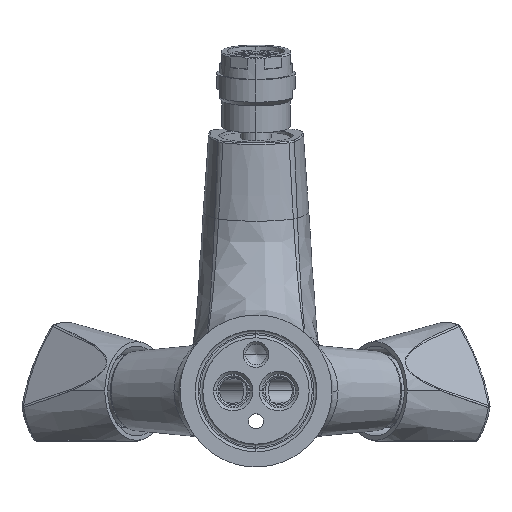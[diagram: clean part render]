
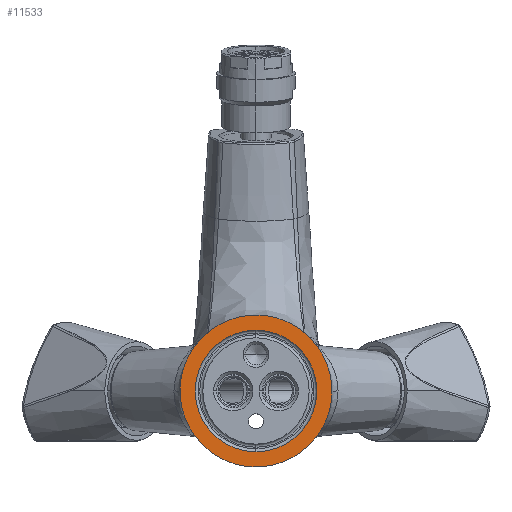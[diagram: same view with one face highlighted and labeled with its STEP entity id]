
A CAD part, front view. The second image highlights one B-rep face of the part: STEP entity #11533.
In plain terms, the highlighted planar face has unit normal (0, -1, 0).
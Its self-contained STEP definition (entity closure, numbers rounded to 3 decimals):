
#23=CARTESIAN_POINT('',(17.678,0.,-17.678));
#24=CARTESIAN_POINT('',(15.826,0.,-19.529));
#25=CARTESIAN_POINT('',(11.538,0.,-22.645));
#26=CARTESIAN_POINT('',(3.976,0.,-25.102));
#27=CARTESIAN_POINT('',(-3.976,0.,-25.102));
#28=CARTESIAN_POINT('',(-11.538,0.,-22.645));
#29=CARTESIAN_POINT('',(-15.826,0.,-19.529));
#30=CARTESIAN_POINT('',(-17.678,0.,-17.678));
#32=CARTESIAN_POINT('',(-17.678,0.,-17.678));
#33=CARTESIAN_POINT('',(-19.529,0.,-15.826));
#34=CARTESIAN_POINT('',(-22.645,0.,-11.538));
#35=CARTESIAN_POINT('',(-25.102,0.,-3.976));
#36=CARTESIAN_POINT('',(-25.102,0.,3.976));
#37=CARTESIAN_POINT('',(-22.645,0.,11.538));
#38=CARTESIAN_POINT('',(-19.529,0.,15.826));
#39=CARTESIAN_POINT('',(-17.678,0.,17.678));
#41=CARTESIAN_POINT('',(-17.678,0.,17.678));
#42=CARTESIAN_POINT('',(-15.826,0.,19.529));
#43=CARTESIAN_POINT('',(-11.538,0.,22.645));
#44=CARTESIAN_POINT('',(-3.976,0.,25.102));
#45=CARTESIAN_POINT('',(3.976,0.,25.102));
#46=CARTESIAN_POINT('',(11.538,0.,22.645));
#47=CARTESIAN_POINT('',(15.826,0.,19.529));
#48=CARTESIAN_POINT('',(17.678,0.,17.678));
#50=CARTESIAN_POINT('',(17.678,0.,17.678));
#51=CARTESIAN_POINT('',(19.529,0.,15.826));
#52=CARTESIAN_POINT('',(22.645,0.,11.538));
#53=CARTESIAN_POINT('',(25.102,0.,3.976));
#54=CARTESIAN_POINT('',(25.102,0.,-3.976));
#55=CARTESIAN_POINT('',(22.645,0.,-11.538));
#56=CARTESIAN_POINT('',(19.529,0.,-15.826));
#57=CARTESIAN_POINT('',(17.678,0.,-17.678));
#59=CARTESIAN_POINT('',(0.,0.,0.));
#60=DIRECTION('',(0.,-1.,0.));
#61=DIRECTION('',(0.,0.,-1.));
#62=AXIS2_PLACEMENT_3D('',#59,#60,#61);
#64=CARTESIAN_POINT('',(0.,0.,0.));
#65=DIRECTION('',(0.,-1.,0.));
#66=DIRECTION('',(0.,0.,1.));
#67=AXIS2_PLACEMENT_3D('',#64,#65,#66);
#81=CARTESIAN_POINT('',(-17.678,0.,-17.678));
#147=CARTESIAN_POINT('',(17.678,0.,-17.678));
#185=CARTESIAN_POINT('',(17.678,0.,17.678));
#192=CARTESIAN_POINT('',(-17.678,0.,17.678));
#10157=VERTEX_POINT('',#147);
#10166=VERTEX_POINT('',#185);
#10174=VERTEX_POINT('',#81);
#10183=VERTEX_POINT('',#192);
#10424=CARTESIAN_POINT('',(0.,0.,-20.));
#10425=CARTESIAN_POINT('',(0.,0.,20.));
#10426=VERTEX_POINT('',#10424);
#10427=VERTEX_POINT('',#10425);
#11512=CARTESIAN_POINT('',(0.,0.,0.));
#11513=DIRECTION('',(0.,1.,0.));
#11514=DIRECTION('',(0.,0.,1.));
#11515=AXIS2_PLACEMENT_3D('',#11512,#11513,#11514);
#11516=PLANE('',#11515);
#11518=ORIENTED_EDGE('',*,*,#11517,.T.);
#11520=ORIENTED_EDGE('',*,*,#11519,.T.);
#11522=ORIENTED_EDGE('',*,*,#11521,.T.);
#11524=ORIENTED_EDGE('',*,*,#11523,.T.);
#11525=EDGE_LOOP('',(#11518,#11520,#11522,#11524));
#11526=FACE_OUTER_BOUND('',#11525,.F.);
#11528=ORIENTED_EDGE('',*,*,#11527,.T.);
#11530=ORIENTED_EDGE('',*,*,#11529,.T.);
#11531=EDGE_LOOP('',(#11528,#11530));
#11532=FACE_BOUND('',#11531,.F.);
#11533=ADVANCED_FACE('',(#11526,#11532),#11516,.F.);
#31=B_SPLINE_CURVE_WITH_KNOTS('',3,(#23,#24,#25,#26,#27,#28,#29,#30),
.UNSPECIFIED.,.F.,.F.,(4,1,1,1,1,4),(0.,0.2,0.4,0.6,0.8,1.),
.UNSPECIFIED.);
#40=B_SPLINE_CURVE_WITH_KNOTS('',3,(#32,#33,#34,#35,#36,#37,#38,#39),
.UNSPECIFIED.,.F.,.F.,(4,1,1,1,1,4),(0.,0.2,0.4,0.6,0.8,1.),
.UNSPECIFIED.);
#49=B_SPLINE_CURVE_WITH_KNOTS('',3,(#41,#42,#43,#44,#45,#46,#47,#48),
.UNSPECIFIED.,.F.,.F.,(4,1,1,1,1,4),(0.,0.2,0.4,0.6,0.8,1.),
.UNSPECIFIED.);
#58=B_SPLINE_CURVE_WITH_KNOTS('',3,(#50,#51,#52,#53,#54,#55,#56,#57),
.UNSPECIFIED.,.F.,.F.,(4,1,1,1,1,4),(0.,0.2,0.4,0.6,0.8,1.),
.UNSPECIFIED.);
#63=CIRCLE('',#62,20.);
#68=CIRCLE('',#67,20.);
#11517=EDGE_CURVE('',#10157,#10174,#31,.T.);
#11519=EDGE_CURVE('',#10174,#10183,#40,.T.);
#11521=EDGE_CURVE('',#10183,#10166,#49,.T.);
#11523=EDGE_CURVE('',#10166,#10157,#58,.T.);
#11527=EDGE_CURVE('',#10426,#10427,#63,.T.);
#11529=EDGE_CURVE('',#10427,#10426,#68,.T.);
